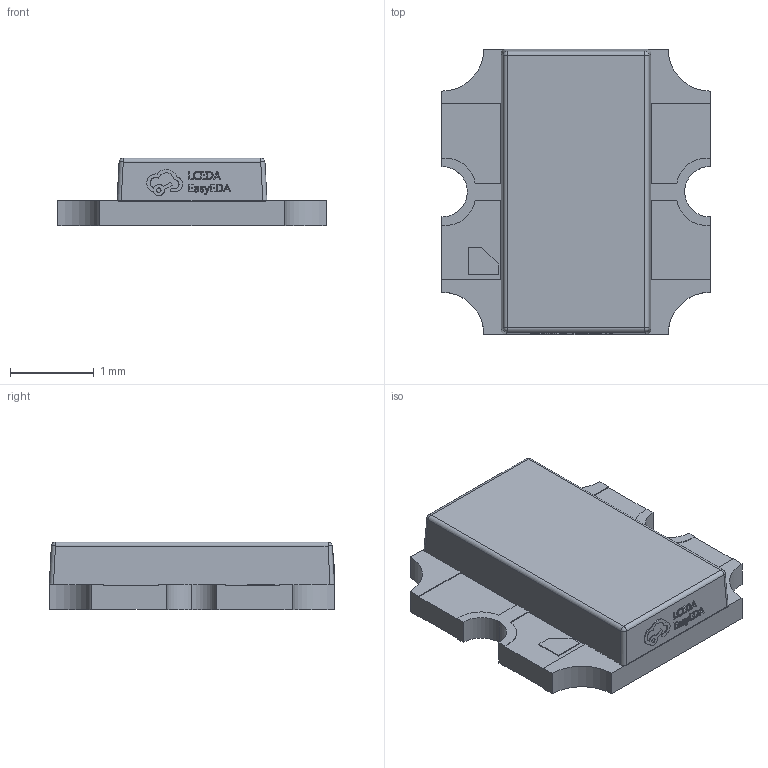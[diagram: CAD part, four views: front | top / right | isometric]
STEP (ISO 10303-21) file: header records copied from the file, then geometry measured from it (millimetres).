
FILE_DESCRIPTION (( 'STEP AP214' ), '1' );
FILE_NAME ('LED-SMD_4P-L3.3-W3.2_XL-3332RGBC-WS2812B.STEP', '2024-12-26T14:14:17', ( '' ), ( '' ), 'SwSTEP 2.0', 'SolidWorks 2020', '' );
FILE_SCHEMA (( 'AUTOMOTIVE_DESIGN' ));
Length unit declared in the file: millimetre
Products named in the file (1): LED-SMD_4P-L3.3-W3.2_XL-3332RGBC-WS2812B
Bounding box: 3.2 x 3.41 x 0.81 mm (x, y, z)
Volume: 5.9 mm3; surface area: 40.8 mm2
Topology: 2 solids, 2 shells, 295 faces, 801 edges, 530 vertices
Faces by surface type: plane 174, bspline 98, cylinder 19, sphere 4
Entity records: 13002 total; most frequent: CARTESIAN_POINT 2945, ORIENTED_EDGE 1602, DIRECTION 1027, EDGE_CURVE 801, LINE 563, VECTOR 563, VERTEX_POINT 530, EDGE_LOOP 315
